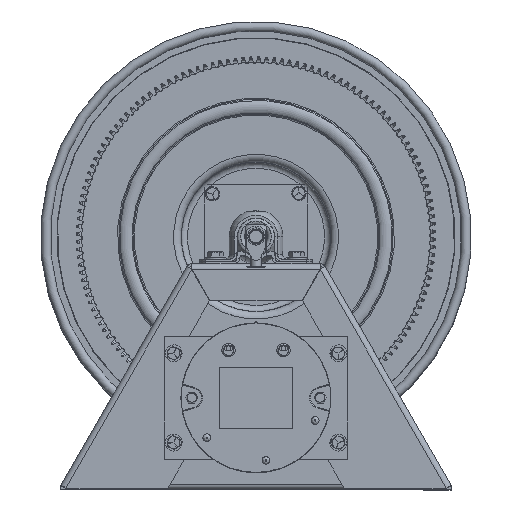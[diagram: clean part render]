
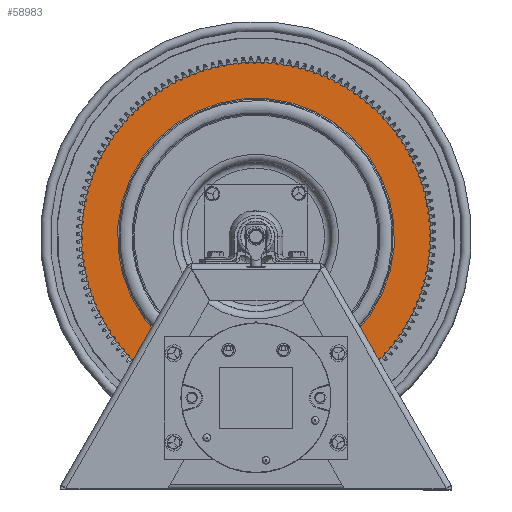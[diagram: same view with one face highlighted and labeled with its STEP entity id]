
A CAD part, top view. The second image highlights one B-rep face of the part: STEP entity #58983.
In plain terms, the highlighted planar face has unit normal (0, 0, 1).
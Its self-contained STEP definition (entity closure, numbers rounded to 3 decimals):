
#1351=FACE_BOUND('',#7996,.T.);
#3969=PLANE('',#62564);
#5096=FACE_OUTER_BOUND('',#7995,.T.);
#7995=EDGE_LOOP('',(#41149,#41150));
#7996=EDGE_LOOP('',(#41151,#41152));
#19425=CIRCLE('',#62561,5.667);
#19427=CIRCLE('',#62563,5.667);
#19428=CIRCLE('',#62565,7.159);
#19429=CIRCLE('',#62566,7.159);
#22945=VERTEX_POINT('',#89574);
#22946=VERTEX_POINT('',#89575);
#22947=VERTEX_POINT('',#89580);
#22948=VERTEX_POINT('',#89581);
#30371=EDGE_CURVE('',#22945,#22946,#19425,.T.);
#30373=EDGE_CURVE('',#22946,#22945,#19427,.T.);
#30374=EDGE_CURVE('',#22947,#22948,#19428,.T.);
#30375=EDGE_CURVE('',#22948,#22947,#19429,.T.);
#41149=ORIENTED_EDGE('',*,*,#30374,.T.);
#41150=ORIENTED_EDGE('',*,*,#30375,.T.);
#41151=ORIENTED_EDGE('',*,*,#30371,.F.);
#41152=ORIENTED_EDGE('',*,*,#30373,.F.);
#58983=ADVANCED_FACE('',(#5096,#1351),#3969,.T.);
#62561=AXIS2_PLACEMENT_3D('',#89576,#69681,#69682);
#62563=AXIS2_PLACEMENT_3D('',#89578,#69685,#69686);
#62564=AXIS2_PLACEMENT_3D('',#89579,#69687,#69688);
#62565=AXIS2_PLACEMENT_3D('',#89582,#69689,#69690);
#62566=AXIS2_PLACEMENT_3D('',#89583,#69691,#69692);
#69681=DIRECTION('center_axis',(0.,0.,
1.));
#69682=DIRECTION('ref_axis',(0.712,-0.702,0.));
#69685=DIRECTION('center_axis',(0.,0.,
1.));
#69686=DIRECTION('ref_axis',(0.712,-0.702,0.));
#69687=DIRECTION('center_axis',(0.,0.,
1.));
#69688=DIRECTION('ref_axis',(-0.702,-0.712,0.));
#69689=DIRECTION('center_axis',(0.,0.,
1.));
#69690=DIRECTION('ref_axis',(0.712,-0.702,0.));
#69691=DIRECTION('center_axis',(0.,0.,
1.));
#69692=DIRECTION('ref_axis',(0.712,-0.702,0.));
#89574=CARTESIAN_POINT('',(4.034,-2.762,14.048));
#89575=CARTESIAN_POINT('',(3.98,5.252,14.048));
#89576=CARTESIAN_POINT('Origin',(0.,1.218,14.048));
#89578=CARTESIAN_POINT('Origin',(0.,1.218,14.048));
#89579=CARTESIAN_POINT('Origin',(4.565,-3.286,14.048));
#89580=CARTESIAN_POINT('',(5.096,-3.81,14.048));
#89581=CARTESIAN_POINT('',(5.028,6.315,14.048));
#89582=CARTESIAN_POINT('Origin',(0.,1.218,14.048));
#89583=CARTESIAN_POINT('Origin',(0.,1.218,14.048));
